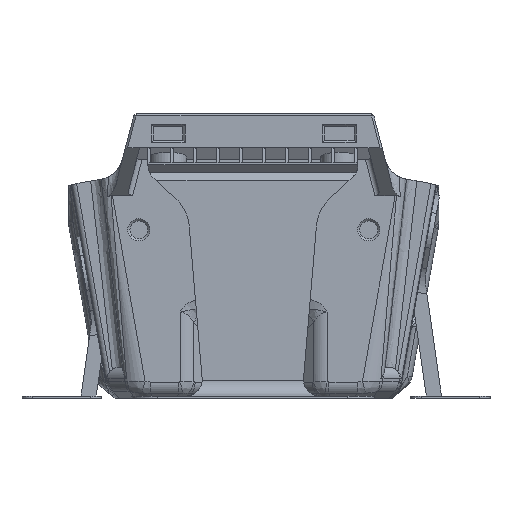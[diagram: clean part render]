
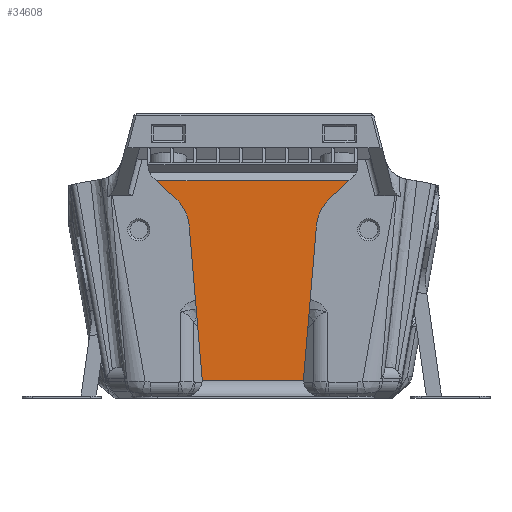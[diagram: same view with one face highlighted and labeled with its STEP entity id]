
A CAD part, front view. The second image highlights one B-rep face of the part: STEP entity #34608.
In plain terms, the highlighted planar face has unit normal (0, -1, 0).
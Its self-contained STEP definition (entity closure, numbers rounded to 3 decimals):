
#2063=CIRCLE('',#37581,3.);
#2064=CIRCLE('',#37582,3.);
#2065=CIRCLE('',#37583,8.);
#2066=CIRCLE('',#37584,8.);
#12126=ORIENTED_EDGE('',*,*,#17700,.T.);
#12127=ORIENTED_EDGE('',*,*,#17701,.T.);
#12128=ORIENTED_EDGE('',*,*,#17702,.T.);
#12129=ORIENTED_EDGE('',*,*,#17698,.F.);
#12130=ORIENTED_EDGE('',*,*,#17703,.T.);
#12131=ORIENTED_EDGE('',*,*,#17704,.T.);
#12132=ORIENTED_EDGE('',*,*,#17705,.F.);
#12133=ORIENTED_EDGE('',*,*,#17706,.F.);
#12134=ORIENTED_EDGE('',*,*,#17707,.T.);
#12135=ORIENTED_EDGE('',*,*,#17708,.T.);
#17698=EDGE_CURVE('',#21149,#21150,#24136,.T.);
#17700=EDGE_CURVE('',#21151,#21152,#2063,.T.);
#17701=EDGE_CURVE('',#21152,#21153,#24138,.F.);
#17702=EDGE_CURVE('',#21153,#21150,#2064,.T.);
#17703=EDGE_CURVE('',#21149,#21154,#2065,.T.);
#17704=EDGE_CURVE('',#21154,#21155,#24139,.T.);
#17705=EDGE_CURVE('',#21156,#21155,#24140,.T.);
#17706=EDGE_CURVE('',#21157,#21156,#24141,.T.);
#17707=EDGE_CURVE('',#21157,#21158,#2066,.T.);
#17708=EDGE_CURVE('',#21158,#21151,#24142,.T.);
#21149=VERTEX_POINT('',#65820);
#21150=VERTEX_POINT('',#65822);
#21151=VERTEX_POINT('',#65826);
#21152=VERTEX_POINT('',#65827);
#21153=VERTEX_POINT('',#65829);
#21154=VERTEX_POINT('',#65832);
#21155=VERTEX_POINT('',#65834);
#21156=VERTEX_POINT('',#65836);
#21157=VERTEX_POINT('',#65838);
#21158=VERTEX_POINT('',#65840);
#24136=LINE('',#65821,#27210);
#24138=LINE('',#65828,#27212);
#24139=LINE('',#65833,#27213);
#24140=LINE('',#65835,#27214);
#24141=LINE('',#65837,#27215);
#24142=LINE('',#65841,#27216);
#27210=VECTOR('',#45743,1000.);
#27212=VECTOR('',#45749,1000.);
#27213=VECTOR('',#45754,1000.);
#27214=VECTOR('',#45755,1000.);
#27215=VECTOR('',#45756,1000.);
#27216=VECTOR('',#45759,1000.);
#29496=EDGE_LOOP('',(#12126,#12127,#12128,#12129,#12130,#12131,#12132,#12133,
#12134,#12135));
#31565=FACE_BOUND('',#29496,.T.);
#32710=PLANE('',#37580);
#34608=ADVANCED_FACE('',(#31565),#32710,.F.);
#37580=AXIS2_PLACEMENT_3D('',#65824,#45745,#45746);
#37581=AXIS2_PLACEMENT_3D('',#65825,#45747,#45748);
#37582=AXIS2_PLACEMENT_3D('',#65830,#45750,#45751);
#37583=AXIS2_PLACEMENT_3D('',#65831,#45752,#45753);
#37584=AXIS2_PLACEMENT_3D('',#65839,#45757,#45758);
#45743=DIRECTION('',(-0.084,0.,-0.996));
#45745=DIRECTION('',(0.,1.,0.));
#45746=DIRECTION('',(0.,0.,1.));
#45747=DIRECTION('',(0.,1.,0.));
#45748=DIRECTION('',(0.,0.,1.));
#45749=DIRECTION('',(-1.,0.,0.));
#45750=DIRECTION('',(0.,1.,0.));
#45751=DIRECTION('',(0.,0.,1.));
#45752=DIRECTION('',(0.,1.,0.));
#45753=DIRECTION('',(0.,0.,1.));
#45754=DIRECTION('',(0.731,0.,0.682));
#45755=DIRECTION('',(1.,0.,0.));
#45756=DIRECTION('',(-0.731,0.,0.682));
#45757=DIRECTION('',(0.,1.,0.));
#45758=DIRECTION('',(0.,0.,1.));
#45759=DIRECTION('',(0.084,0.,-0.996));
#65820=CARTESIAN_POINT('',(11.856,-32.314,32.579));
#65821=CARTESIAN_POINT('',(36.482,-32.314,324.724));
#65822=CARTESIAN_POINT('',(9.418,-32.314,3.652));
#65824=CARTESIAN_POINT('',(0.,-32.314,327.8));
#65825=CARTESIAN_POINT('',(-12.767,-32.314,3.4));
#65826=CARTESIAN_POINT('',(-9.777,-32.314,3.652));
#65827=CARTESIAN_POINT('',(-9.767,-32.314,3.4));
#65828=CARTESIAN_POINT('',(9.143,-32.314,3.4));
#65829=CARTESIAN_POINT('',(9.407,-32.314,3.4));
#65830=CARTESIAN_POINT('',(12.407,-32.314,3.4));
#65831=CARTESIAN_POINT('',(19.828,-32.314,31.907));
#65832=CARTESIAN_POINT('',(14.372,-32.314,37.757));
#65833=CARTESIAN_POINT('',(16.736,-32.314,39.963));
#65834=CARTESIAN_POINT('',(17.982,-32.314,41.124));
#65835=CARTESIAN_POINT('',(-65.369,-32.314,41.124));
#65836=CARTESIAN_POINT('',(-18.341,-32.314,41.124));
#65837=CARTESIAN_POINT('',(-17.096,-32.314,39.963));
#65838=CARTESIAN_POINT('',(-14.731,-32.314,37.757));
#65839=CARTESIAN_POINT('',(-20.187,-32.314,31.907));
#65840=CARTESIAN_POINT('',(-12.216,-32.314,32.579));
#65841=CARTESIAN_POINT('',(-36.839,-32.314,324.694));
